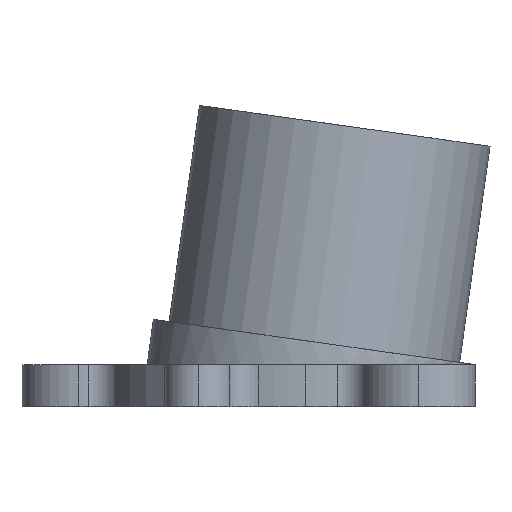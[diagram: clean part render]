
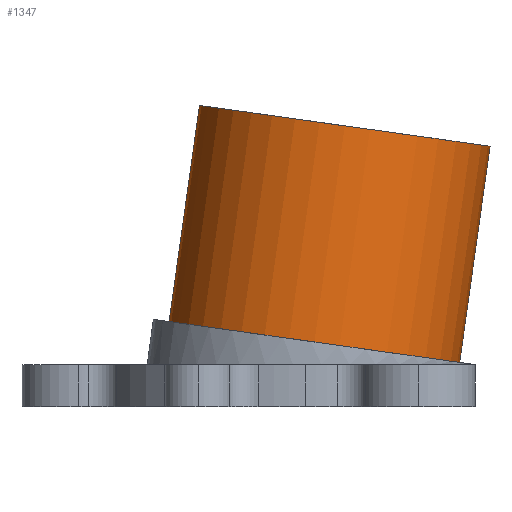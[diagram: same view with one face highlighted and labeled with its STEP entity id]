
A CAD part, left-side view. The second image highlights one B-rep face of the part: STEP entity #1347.
In plain terms, the highlighted cylindrical face has radius 17.475 mm (diameter 34.95 mm), a partial arc.
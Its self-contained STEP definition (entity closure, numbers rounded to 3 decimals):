
#37 = VERTEX_POINT ( 'NONE', #1742 ) ;
#58 = AXIS2_PLACEMENT_3D ( 'NONE', #1750, #526, #1086 ) ;
#78 = VECTOR ( 'NONE', #1211, 1000. ) ;
#92 = DIRECTION ( 'NONE',  ( 0., 0.139, -0.99 ) ) ;
#104 = CIRCLE ( 'NONE', #1169, 17.475 ) ;
#138 = CIRCLE ( 'NONE', #58, 17.475 ) ;
#143 = CARTESIAN_POINT ( 'NONE',  ( 0., -22.005, 31.009 ) ) ;
#191 = CARTESIAN_POINT ( 'NONE',  ( 0., -18.386, 5.262 ) ) ;
#199 = ORIENTED_EDGE ( 'NONE', *, *, #461, .F. ) ;
#232 = CARTESIAN_POINT ( 'NONE',  ( 0., 23.515, -41.754 ) ) ;
#363 = CARTESIAN_POINT ( 'NONE',  ( 0., -1.081, 7.694 ) ) ;
#389 = CARTESIAN_POINT ( 'NONE',  ( 0., -11.095, -46.618 ) ) ;
#410 = CARTESIAN_POINT ( 'NONE',  ( 0., 12.605, 35.873 ) ) ;
#461 = EDGE_CURVE ( 'NONE', #37, #1361, #912, .T. ) ;
#524 = FACE_OUTER_BOUND ( 'NONE', #774, .T. ) ;
#526 = DIRECTION ( 'NONE',  ( 0., -0.139, 0.99 ) ) ;
#530 = LINE ( 'NONE', #389, #78 ) ;
#553 = CYLINDRICAL_SURFACE ( 'NONE', #1711, 17.475 ) ;
#580 = EDGE_CURVE ( 'NONE', #1754, #37, #104, .T. ) ;
#608 = EDGE_CURVE ( 'NONE', #1754, #989, #530, .T. ) ;
#636 = DIRECTION ( 'NONE',  ( 0., -0.99, -0.139 ) ) ;
#774 = EDGE_LOOP ( 'NONE', ( #199, #1019, #1619, #1305 ) ) ;
#820 = CARTESIAN_POINT ( 'NONE',  ( 0., 6.21, -44.186 ) ) ;
#882 = VECTOR ( 'NONE', #1725, 1000. ) ;
#912 = LINE ( 'NONE', #232, #882 ) ;
#989 = VERTEX_POINT ( 'NONE', #143 ) ;
#1019 = ORIENTED_EDGE ( 'NONE', *, *, #580, .F. ) ;
#1062 = EDGE_CURVE ( 'NONE', #1361, #989, #138, .T. ) ;
#1086 = DIRECTION ( 'NONE',  ( 0., -0.99, -0.139 ) ) ;
#1169 = AXIS2_PLACEMENT_3D ( 'NONE', #363, #92, #636 ) ;
#1211 = DIRECTION ( 'NONE',  ( 0., -0.139, 0.99 ) ) ;
#1222 = DIRECTION ( 'NONE',  ( 0., -0.139, 0.99 ) ) ;
#1305 = ORIENTED_EDGE ( 'NONE', *, *, #1062, .F. ) ;
#1347 = ADVANCED_FACE ( 'NONE', ( #524 ), #553, .T. ) ;
#1361 = VERTEX_POINT ( 'NONE', #410 ) ;
#1619 = ORIENTED_EDGE ( 'NONE', *, *, #608, .T. ) ;
#1624 = DIRECTION ( 'NONE',  ( 0., -0.99, -0.139 ) ) ;
#1711 = AXIS2_PLACEMENT_3D ( 'NONE', #820, #1222, #1624 ) ;
#1725 = DIRECTION ( 'NONE',  ( 0., -0.139, 0.99 ) ) ;
#1742 = CARTESIAN_POINT ( 'NONE',  ( 0., 16.224, 10.126 ) ) ;
#1750 = CARTESIAN_POINT ( 'NONE',  ( 0., -4.7, 33.441 ) ) ;
#1754 = VERTEX_POINT ( 'NONE', #191 ) ;
